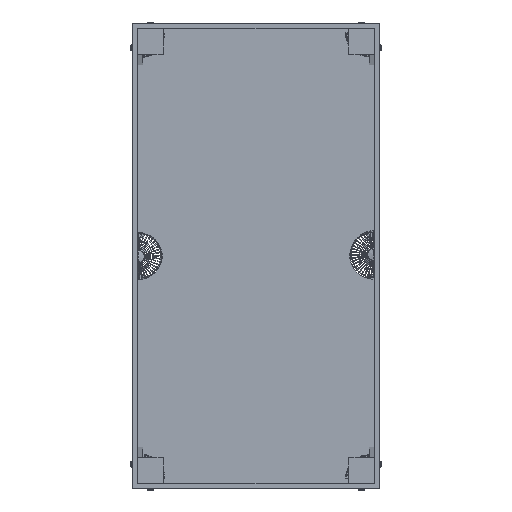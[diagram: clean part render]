
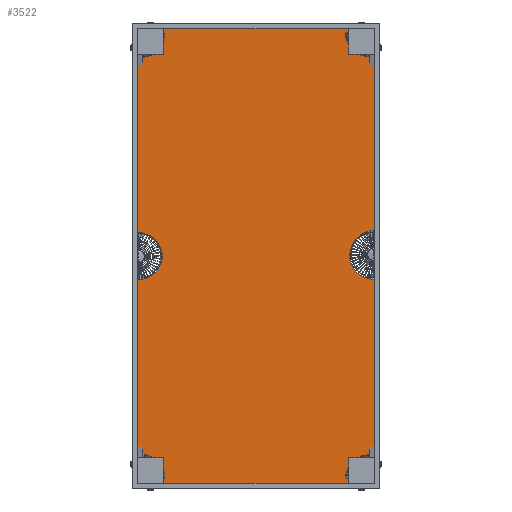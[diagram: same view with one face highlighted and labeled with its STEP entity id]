
A CAD part, front view. The second image highlights one B-rep face of the part: STEP entity #3522.
In plain terms, the highlighted planar face has unit normal (0, -1, 0).
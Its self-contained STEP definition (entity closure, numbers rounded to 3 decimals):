
#2088=ELLIPSE('',#12760,58.,55.);
#2091=ELLIPSE('',#12763,58.,55.);
#2839=PLANE('',#12786);
#3522=ADVANCED_FACE('',(#4213),#2839,.T.);
#4213=FACE_OUTER_BOUND('',#4670,.T.);
#4670=EDGE_LOOP('',(#6950,#6951,#6952,#6953,#6954,#6955,#6956,#6957,#6958,
#6959,#6960,#6961,#6962,#6963,#6964,#6965,#6966,#6967,#6968,#6969));
#5396=LINE('',#17579,#5962);
#5401=LINE('',#17594,#5967);
#5404=LINE('',#17600,#5970);
#5409=LINE('',#17615,#5975);
#5412=LINE('',#17621,#5978);
#5417=LINE('',#17636,#5983);
#5420=LINE('',#17642,#5986);
#5425=LINE('',#17657,#5991);
#5428=LINE('',#17663,#5994);
#5429=LINE('',#17664,#5995);
#5430=LINE('',#17665,#5996);
#5431=LINE('',#17666,#5997);
#5432=LINE('',#17667,#5998);
#5433=LINE('',#17668,#5999);
#5962=VECTOR('',#14408,1.);
#5967=VECTOR('',#14421,1.);
#5970=VECTOR('',#14426,1.);
#5975=VECTOR('',#14439,1.);
#5978=VECTOR('',#14444,1.);
#5983=VECTOR('',#14457,1.);
#5986=VECTOR('',#14462,1.);
#5991=VECTOR('',#14475,1.);
#5994=VECTOR('',#14480,1.);
#5995=VECTOR('',#14481,1.);
#5996=VECTOR('',#14482,1.);
#5997=VECTOR('',#14483,1.);
#5998=VECTOR('',#14484,1.);
#5999=VECTOR('',#14485,1.);
#6950=ORIENTED_EDGE('',*,*,#10697,.F.);
#6951=ORIENTED_EDGE('',*,*,#10745,.T.);
#6952=ORIENTED_EDGE('',*,*,#10715,.F.);
#6953=ORIENTED_EDGE('',*,*,#10719,.F.);
#6954=ORIENTED_EDGE('',*,*,#10722,.F.);
#6955=ORIENTED_EDGE('',*,*,#10746,.T.);
#6956=ORIENTED_EDGE('',*,*,#10705,.F.);
#6957=ORIENTED_EDGE('',*,*,#10709,.F.);
#6958=ORIENTED_EDGE('',*,*,#10712,.F.);
#6959=ORIENTED_EDGE('',*,*,#10747,.T.);
#6960=ORIENTED_EDGE('',*,*,#10701,.F.);
#6961=ORIENTED_EDGE('',*,*,#10748,.T.);
#6962=ORIENTED_EDGE('',*,*,#10735,.F.);
#6963=ORIENTED_EDGE('',*,*,#10739,.F.);
#6964=ORIENTED_EDGE('',*,*,#10742,.F.);
#6965=ORIENTED_EDGE('',*,*,#10749,.T.);
#6966=ORIENTED_EDGE('',*,*,#10725,.F.);
#6967=ORIENTED_EDGE('',*,*,#10729,.F.);
#6968=ORIENTED_EDGE('',*,*,#10732,.F.);
#6969=ORIENTED_EDGE('',*,*,#10750,.T.);
#9574=VERTEX_POINT('',#17562);
#9575=VERTEX_POINT('',#17563);
#9578=VERTEX_POINT('',#17571);
#9579=VERTEX_POINT('',#17572);
#9582=VERTEX_POINT('',#17580);
#9583=VERTEX_POINT('',#17581);
#9586=VERTEX_POINT('',#17589);
#9588=VERTEX_POINT('',#17595);
#9590=VERTEX_POINT('',#17601);
#9591=VERTEX_POINT('',#17602);
#9594=VERTEX_POINT('',#17610);
#9596=VERTEX_POINT('',#17616);
#9598=VERTEX_POINT('',#17622);
#9599=VERTEX_POINT('',#17623);
#9602=VERTEX_POINT('',#17631);
#9604=VERTEX_POINT('',#17637);
#9606=VERTEX_POINT('',#17643);
#9607=VERTEX_POINT('',#17644);
#9610=VERTEX_POINT('',#17652);
#9612=VERTEX_POINT('',#17658);
#10697=EDGE_CURVE('',#9574,#9575,#2088,.T.);
#10701=EDGE_CURVE('',#9578,#9579,#2091,.T.);
#10705=EDGE_CURVE('',#9582,#9583,#5396,.T.);
#10709=EDGE_CURVE('',#9586,#9582,#12037,.T.);
#10712=EDGE_CURVE('',#9588,#9586,#5401,.T.);
#10715=EDGE_CURVE('',#9590,#9591,#5404,.T.);
#10719=EDGE_CURVE('',#9594,#9590,#12039,.T.);
#10722=EDGE_CURVE('',#9596,#9594,#5409,.T.);
#10725=EDGE_CURVE('',#9598,#9599,#5412,.T.);
#10729=EDGE_CURVE('',#9602,#9598,#12041,.T.);
#10732=EDGE_CURVE('',#9604,#9602,#5417,.T.);
#10735=EDGE_CURVE('',#9606,#9607,#5420,.T.);
#10739=EDGE_CURVE('',#9610,#9606,#12043,.T.);
#10742=EDGE_CURVE('',#9612,#9610,#5425,.T.);
#10745=EDGE_CURVE('',#9574,#9591,#5428,.T.);
#10746=EDGE_CURVE('',#9596,#9583,#5429,.T.);
#10747=EDGE_CURVE('',#9588,#9579,#5430,.T.);
#10748=EDGE_CURVE('',#9578,#9607,#5431,.T.);
#10749=EDGE_CURVE('',#9612,#9599,#5432,.T.);
#10750=EDGE_CURVE('',#9604,#9575,#5433,.T.);
#12037=CIRCLE('',#12767,50.);
#12039=CIRCLE('',#12772,50.);
#12041=CIRCLE('',#12777,50.);
#12043=CIRCLE('',#12782,50.);
#12760=AXIS2_PLACEMENT_3D('',#17561,#14390,#14391);
#12763=AXIS2_PLACEMENT_3D('',#17570,#14399,#14400);
#12767=AXIS2_PLACEMENT_3D('',#17588,#14414,#14415);
#12772=AXIS2_PLACEMENT_3D('',#17609,#14432,#14433);
#12777=AXIS2_PLACEMENT_3D('',#17630,#14450,#14451);
#12782=AXIS2_PLACEMENT_3D('',#17651,#14468,#14469);
#12786=AXIS2_PLACEMENT_3D('',#17669,#14486,#14487);
#14390=DIRECTION('',(0.,-1.,0.));
#14391=DIRECTION('',(1.,0.,0.));
#14399=DIRECTION('',(0.,-1.,0.));
#14400=DIRECTION('',(-1.,0.,0.));
#14408=DIRECTION('',(0.,0.,1.));
#14414=DIRECTION('',(0.,-1.,0.));
#14415=DIRECTION('',(0.,0.,-1.));
#14421=DIRECTION('',(1.,0.,0.));
#14426=DIRECTION('',(1.,0.,0.));
#14432=DIRECTION('',(0.,-1.,0.));
#14433=DIRECTION('',(0.,0.,-1.));
#14439=DIRECTION('',(0.,0.,-1.));
#14444=DIRECTION('',(0.,0.,-1.));
#14450=DIRECTION('',(0.,-1.,0.));
#14451=DIRECTION('',(0.,0.,-1.));
#14457=DIRECTION('',(-1.,0.,0.));
#14462=DIRECTION('',(-1.,0.,0.));
#14468=DIRECTION('',(0.,-1.,0.));
#14469=DIRECTION('',(0.,0.,-1.));
#14475=DIRECTION('',(0.,0.,1.));
#14480=DIRECTION('',(0.,0.,1.));
#14481=DIRECTION('',(-1.,0.,0.));
#14482=DIRECTION('',(0.,0.,-1.));
#14483=DIRECTION('',(0.,0.,-1.));
#14484=DIRECTION('',(1.,0.,0.));
#14485=DIRECTION('',(0.,0.,1.));
#14486=DIRECTION('',(0.,-1.,0.));
#14487=DIRECTION('',(0.,0.,-1.));
#17561=CARTESIAN_POINT('',(573.,84.,-551.));
#17562=CARTESIAN_POINT('',(573.,84.,-496.));
#17563=CARTESIAN_POINT('',(573.,84.,-606.));
#17570=CARTESIAN_POINT('',(13.,84.,-551.));
#17571=CARTESIAN_POINT('',(13.,84.,-606.));
#17572=CARTESIAN_POINT('',(13.,84.,-496.));
#17579=CARTESIAN_POINT('',(68.,84.,0.));
#17580=CARTESIAN_POINT('',(68.,84.,-18.));
#17581=CARTESIAN_POINT('',(68.,84.,-13.));
#17588=CARTESIAN_POINT('',(18.,84.,-18.));
#17589=CARTESIAN_POINT('',(18.,84.,-68.));
#17594=CARTESIAN_POINT('',(0.,84.,-68.));
#17595=CARTESIAN_POINT('',(13.,84.,-68.));
#17600=CARTESIAN_POINT('',(0.,84.,-68.));
#17601=CARTESIAN_POINT('',(568.,84.,-68.));
#17602=CARTESIAN_POINT('',(573.,84.,-68.));
#17609=CARTESIAN_POINT('',(568.,84.,-18.));
#17610=CARTESIAN_POINT('',(518.,84.,-18.));
#17615=CARTESIAN_POINT('',(518.,84.,0.));
#17616=CARTESIAN_POINT('',(518.,84.,-13.));
#17621=CARTESIAN_POINT('',(518.,84.,0.));
#17622=CARTESIAN_POINT('',(518.,84.,-1084.));
#17623=CARTESIAN_POINT('',(518.,84.,-1089.));
#17630=CARTESIAN_POINT('',(568.,84.,-1084.));
#17631=CARTESIAN_POINT('',(568.,84.,-1034.));
#17636=CARTESIAN_POINT('',(0.,84.,-1034.));
#17637=CARTESIAN_POINT('',(573.,84.,-1034.));
#17642=CARTESIAN_POINT('',(0.,84.,-1034.));
#17643=CARTESIAN_POINT('',(18.,84.,-1034.));
#17644=CARTESIAN_POINT('',(13.,84.,-1034.));
#17651=CARTESIAN_POINT('',(18.,84.,-1084.));
#17652=CARTESIAN_POINT('',(68.,84.,-1084.));
#17657=CARTESIAN_POINT('',(68.,84.,0.));
#17658=CARTESIAN_POINT('',(68.,84.,-1089.));
#17663=CARTESIAN_POINT('',(573.,84.,-13.));
#17664=CARTESIAN_POINT('',(13.,84.,-13.));
#17665=CARTESIAN_POINT('',(13.,84.,-13.));
#17666=CARTESIAN_POINT('',(13.,84.,-13.));
#17667=CARTESIAN_POINT('',(13.,84.,-1089.));
#17668=CARTESIAN_POINT('',(573.,84.,-13.));
#17669=CARTESIAN_POINT('',(0.,84.,0.));
